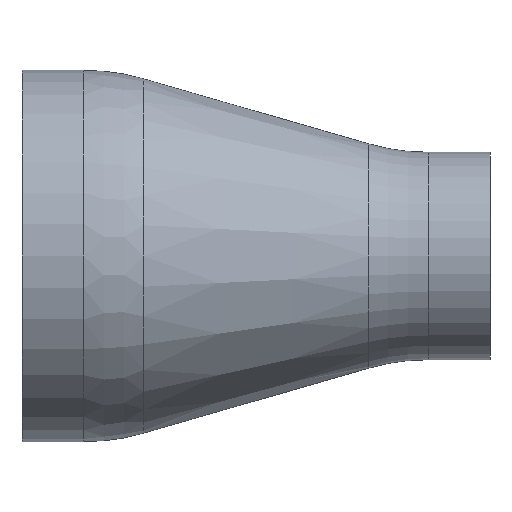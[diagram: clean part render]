
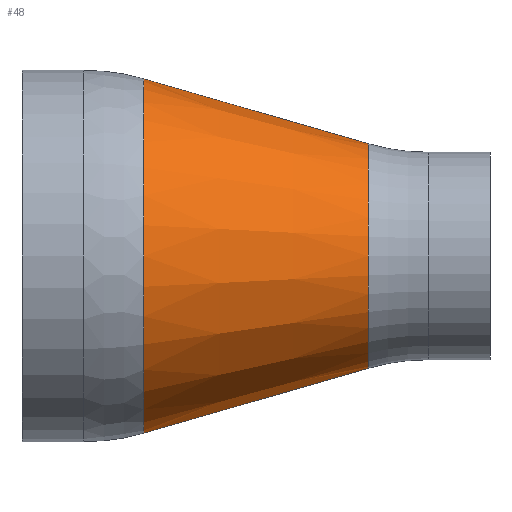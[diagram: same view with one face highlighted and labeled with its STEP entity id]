
A CAD part, front view. The second image highlights one B-rep face of the part: STEP entity #48.
In plain terms, the highlighted conical face has half-angle 16.126 degrees and reference radius 18.227 mm.
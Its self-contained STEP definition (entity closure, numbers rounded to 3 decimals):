
#11 = DIRECTION ( 'NONE',  ( 0., 0., 1. ) ) ;
#39 = EDGE_CURVE ( 'NONE', #265, #269, #64, .T. ) ;
#48 = ADVANCED_FACE ( 'NONE', ( #415 ), #403, .T. ) ;
#57 = AXIS2_PLACEMENT_3D ( 'NONE', #115, #622, #313 ) ;
#58 = EDGE_CURVE ( 'NONE', #203, #269, #537, .T. ) ;
#64 = LINE ( 'NONE', #157, #453 ) ;
#66 = VECTOR ( 'NONE', #200, 1000. ) ;
#85 = CARTESIAN_POINT ( 'NONE',  ( -18.237, 0., -28.773 ) ) ;
#115 = CARTESIAN_POINT ( 'NONE',  ( -18.237, 0., 0. ) ) ;
#144 = DIRECTION ( 'NONE',  ( -1., 0., 0. ) ) ;
#157 = CARTESIAN_POINT ( 'NONE',  ( 18.237, 0., 18.227 ) ) ;
#190 = ORIENTED_EDGE ( 'NONE', *, *, #58, .F. ) ;
#194 = CARTESIAN_POINT ( 'NONE',  ( -18.237, 0., 28.773 ) ) ;
#197 = DIRECTION ( 'NONE',  ( 0., 0., 1. ) ) ;
#200 = DIRECTION ( 'NONE',  ( -0.961, 0., -0.278 ) ) ;
#203 = VERTEX_POINT ( 'NONE', #85 ) ;
#258 = VERTEX_POINT ( 'NONE', #494 ) ;
#265 = VERTEX_POINT ( 'NONE', #647 ) ;
#269 = VERTEX_POINT ( 'NONE', #194 ) ;
#285 = EDGE_CURVE ( 'NONE', #258, #265, #602, .T. ) ;
#304 = ORIENTED_EDGE ( 'NONE', *, *, #285, .T. ) ;
#313 = DIRECTION ( 'NONE',  ( 0., 0., 1. ) ) ;
#346 = CARTESIAN_POINT ( 'NONE',  ( 18.237, 0., 0. ) ) ;
#347 = EDGE_CURVE ( 'NONE', #258, #203, #449, .T. ) ;
#403 = CONICAL_SURFACE ( 'NONE', #571, 18.227, 0.281 ) ;
#409 = EDGE_LOOP ( 'NONE', ( #632, #304, #657, #190 ) ) ;
#415 = FACE_OUTER_BOUND ( 'NONE', #409, .T. ) ;
#421 = DIRECTION ( 'NONE',  ( -1., 0., 0. ) ) ;
#449 = LINE ( 'NONE', #654, #66 ) ;
#453 = VECTOR ( 'NONE', #461, 1000. ) ;
#461 = DIRECTION ( 'NONE',  ( -0.961, 0., 0.278 ) ) ;
#494 = CARTESIAN_POINT ( 'NONE',  ( 18.237, 0., -18.227 ) ) ;
#514 = CARTESIAN_POINT ( 'NONE',  ( 18.237, 0., 0. ) ) ;
#515 = AXIS2_PLACEMENT_3D ( 'NONE', #346, #144, #197 ) ;
#537 = CIRCLE ( 'NONE', #57, 28.773 ) ;
#571 = AXIS2_PLACEMENT_3D ( 'NONE', #514, #421, #11 ) ;
#602 = CIRCLE ( 'NONE', #515, 18.227 ) ;
#622 = DIRECTION ( 'NONE',  ( -1., 0., 0. ) ) ;
#632 = ORIENTED_EDGE ( 'NONE', *, *, #347, .F. ) ;
#647 = CARTESIAN_POINT ( 'NONE',  ( 18.237, 0., 18.227 ) ) ;
#654 = CARTESIAN_POINT ( 'NONE',  ( 18.237, 0., -18.227 ) ) ;
#657 = ORIENTED_EDGE ( 'NONE', *, *, #39, .T. ) ;
